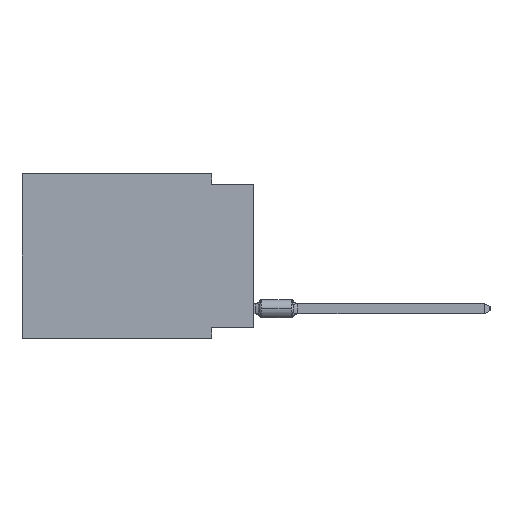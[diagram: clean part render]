
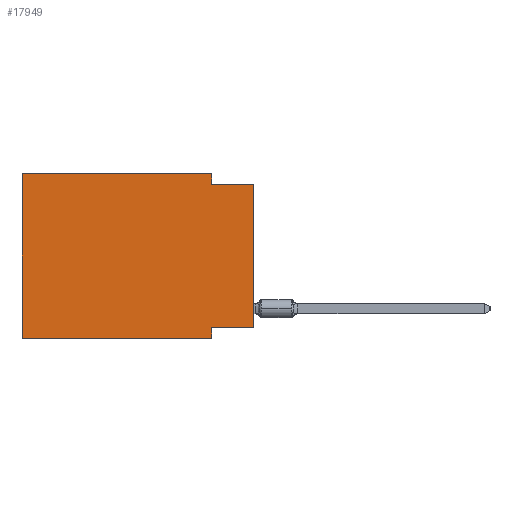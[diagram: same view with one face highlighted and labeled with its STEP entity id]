
A CAD part, left-side view. The second image highlights one B-rep face of the part: STEP entity #17949.
In plain terms, the highlighted planar face has unit normal (-1, 0, 0).
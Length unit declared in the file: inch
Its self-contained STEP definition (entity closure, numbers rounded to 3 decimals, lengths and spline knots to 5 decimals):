
#523 = VERTEX_POINT ( 'NONE', #29189 ) ;
#1148 = LINE ( 'NONE', #11427, #21731 ) ;
#1440 = CARTESIAN_POINT ( 'NONE',  ( 0., 0.55, -0.39 ) ) ;
#1559 = VERTEX_POINT ( 'NONE', #1440 ) ;
#1603 = VECTOR ( 'NONE', #28275, 39.37008 ) ;
#1632 = CARTESIAN_POINT ( 'NONE',  ( 0., 0.55, -0.39 ) ) ;
#1780 = VERTEX_POINT ( 'NONE', #24139 ) ;
#1791 = CARTESIAN_POINT ( 'NONE',  ( 0., 0.55, 0. ) ) ;
#1844 = VECTOR ( 'NONE', #30944, 39.37008 ) ;
#2282 = VECTOR ( 'NONE', #30462, 39.37008 ) ;
#2975 = ORIENTED_EDGE ( 'NONE', *, *, #19143, .F. ) ;
#3128 = CARTESIAN_POINT ( 'NONE',  ( 0., 0., 0. ) ) ;
#3835 = LINE ( 'NONE', #21876, #25420 ) ;
#3999 = DIRECTION ( 'NONE',  ( 0., -1., 0. ) ) ;
#5648 = CARTESIAN_POINT ( 'NONE',  ( 0., 0.55, 0. ) ) ;
#6219 = DIRECTION ( 'NONE',  ( 0., 0., -1. ) ) ;
#7324 = ORIENTED_EDGE ( 'NONE', *, *, #29562, .T. ) ;
#8839 = EDGE_CURVE ( 'NONE', #1780, #28132, #3835, .T. ) ;
#8899 = ORIENTED_EDGE ( 'NONE', *, *, #23054, .F. ) ;
#8970 = EDGE_CURVE ( 'NONE', #1559, #25032, #22524, .T. ) ;
#9240 = DIRECTION ( 'NONE',  ( 0., -1., 0. ) ) ;
#9254 = CARTESIAN_POINT ( 'NONE',  ( 0., 0.55, 0. ) ) ;
#9404 = DIRECTION ( 'NONE',  ( 0., -1., 0. ) ) ;
#10399 = LINE ( 'NONE', #3128, #1603 ) ;
#11136 = LINE ( 'NONE', #16699, #25312 ) ;
#11427 = CARTESIAN_POINT ( 'NONE',  ( 0., 0., -0.365 ) ) ;
#11995 = CARTESIAN_POINT ( 'NONE',  ( 0., 0.1, -0.39 ) ) ;
#12072 = VERTEX_POINT ( 'NONE', #14080 ) ;
#13043 = EDGE_CURVE ( 'NONE', #523, #28132, #10399, .T. ) ;
#13525 = EDGE_CURVE ( 'NONE', #12072, #1780, #11136, .T. ) ;
#14080 = CARTESIAN_POINT ( 'NONE',  ( 0., 0.1, 0. ) ) ;
#14294 = DIRECTION ( 'NONE',  ( 1., 0., 0. ) ) ;
#14990 = ORIENTED_EDGE ( 'NONE', *, *, #13043, .T. ) ;
#15420 = CARTESIAN_POINT ( 'NONE',  ( 0., 0.1, -0.39 ) ) ;
#16202 = DIRECTION ( 'NONE',  ( 0., 0., -1. ) ) ;
#16637 = CARTESIAN_POINT ( 'NONE',  ( 0., 0.1, -0.365 ) ) ;
#16699 = CARTESIAN_POINT ( 'NONE',  ( 0., 0.1, 0. ) ) ;
#17654 = DIRECTION ( 'NONE',  ( 0., 1., 0. ) ) ;
#17949 = ADVANCED_FACE ( 'NONE', ( #29311 ), #32509, .F. ) ;
#19143 = EDGE_CURVE ( 'NONE', #523, #29378, #1148, .T. ) ;
#19733 = EDGE_CURVE ( 'NONE', #29378, #30440, #25695, .T. ) ;
#20404 = ORIENTED_EDGE ( 'NONE', *, *, #13525, .F. ) ;
#21731 = VECTOR ( 'NONE', #17654, 39.37008 ) ;
#21876 = CARTESIAN_POINT ( 'NONE',  ( 0., 0., -0.025 ) ) ;
#22524 = LINE ( 'NONE', #25213, #2282 ) ;
#23054 = EDGE_CURVE ( 'NONE', #25032, #12072, #24887, .T. ) ;
#24139 = CARTESIAN_POINT ( 'NONE',  ( 0., 0.1, -0.025 ) ) ;
#24887 = LINE ( 'NONE', #1791, #25054 ) ;
#25032 = VERTEX_POINT ( 'NONE', #5648 ) ;
#25054 = VECTOR ( 'NONE', #3999, 39.37008 ) ;
#25175 = CARTESIAN_POINT ( 'NONE',  ( 0., 0., -0.025 ) ) ;
#25213 = CARTESIAN_POINT ( 'NONE',  ( 0., 0.55, 0. ) ) ;
#25312 = VECTOR ( 'NONE', #16202, 39.37008 ) ;
#25420 = VECTOR ( 'NONE', #9240, 39.37008 ) ;
#25695 = LINE ( 'NONE', #15420, #1844 ) ;
#27833 = ORIENTED_EDGE ( 'NONE', *, *, #8839, .F. ) ;
#28132 = VERTEX_POINT ( 'NONE', #25175 ) ;
#28275 = DIRECTION ( 'NONE',  ( 0., 0., 1. ) ) ;
#28310 = ORIENTED_EDGE ( 'NONE', *, *, #19733, .F. ) ;
#29189 = CARTESIAN_POINT ( 'NONE',  ( 0., 0., -0.365 ) ) ;
#29311 = FACE_OUTER_BOUND ( 'NONE', #33192, .T. ) ;
#29378 = VERTEX_POINT ( 'NONE', #16637 ) ;
#29562 = EDGE_CURVE ( 'NONE', #1559, #30440, #32500, .T. ) ;
#30440 = VERTEX_POINT ( 'NONE', #11995 ) ;
#30462 = DIRECTION ( 'NONE',  ( 0., 0., 1. ) ) ;
#30944 = DIRECTION ( 'NONE',  ( 0., 0., -1. ) ) ;
#31151 = VECTOR ( 'NONE', #9404, 39.37008 ) ;
#31353 = ORIENTED_EDGE ( 'NONE', *, *, #8970, .F. ) ;
#32500 = LINE ( 'NONE', #1632, #31151 ) ;
#32509 = PLANE ( 'NONE',  #32973 ) ;
#32973 = AXIS2_PLACEMENT_3D ( 'NONE', #9254, #14294, #6219 ) ;
#33192 = EDGE_LOOP ( 'NONE', ( #14990, #27833, #20404, #8899, #31353, #7324, #28310, #2975 ) ) ;
